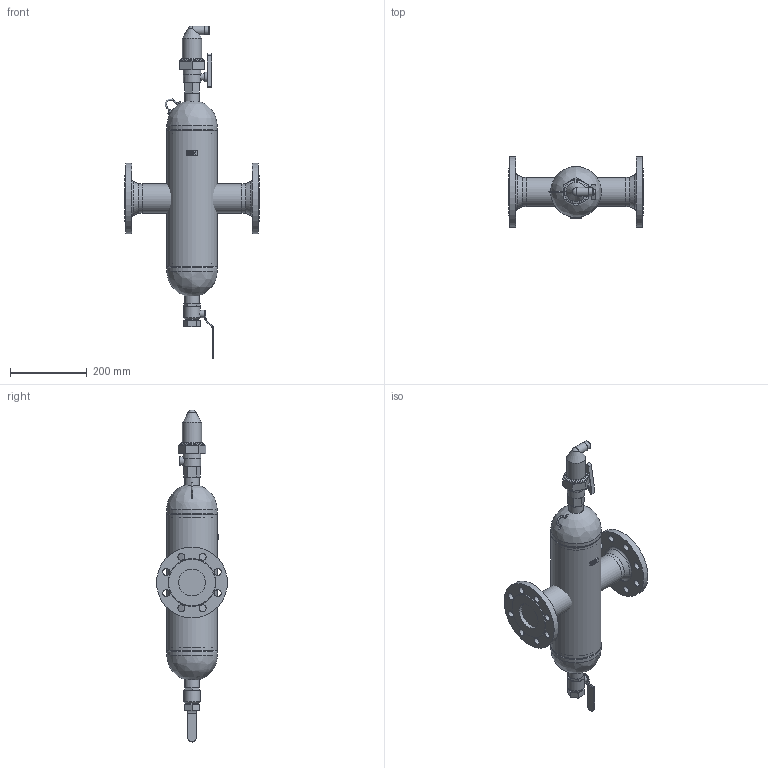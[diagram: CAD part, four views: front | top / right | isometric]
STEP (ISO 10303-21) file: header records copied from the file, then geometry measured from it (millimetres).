
FILE_DESCRIPTION(/* description */ (''),/* implementation_level */ '2;1');
FILE_NAME(/* name */ '3d_ExtwinTW65-8253319.stp',/* time_stamp */ '2024-04-23T10:37:48+02:00',/* author */ ('Andrzej'),/* organization */ (''),/* preprocessor_version */ 'ST-DEVELOPER v16.13',/* originating_system */ 'AutoCAD Mechanical',/* authorisation */ '');
FILE_SCHEMA (('AUTOMOTIVE_DESIGN { 1 0 10303 214 3 1 1 }'));
Length unit declared in the file: millimetre
Products named in the file (1): Product
Bounding box: 350 x 185 x 866 mm (x, y, z)
Volume: 9317447.9 mm3; surface area: 568027.1 mm2
Topology: 18 solids, 18 shells, 342 faces, 838 edges, 550 vertices
Faces by surface type: plane 187, cylinder 133, cone 12, torus 7, bspline 2, sphere 1
Full cylindrical faces by diameter (mm): 4 x4, 16.662 x1, 17.2 x1, 18 x17, 19.5 x1, 21.3 x1, 22 x1, 23 x1, 26 x1, 33.7 x1, 35 x1, 38 x2, 44 x1, 45 x1, 46 x1, 50 x1, 63 x1, 70.3 x2, 76.1 x3, 129.4 x2, 132 x3, 185 x2
Entity records: 10251 total; most frequent: CARTESIAN_POINT 2134, DIRECTION 1726, ORIENTED_EDGE 1544, EDGE_CURVE 772, AXIS2_PLACEMENT_3D 633, VERTEX_POINT 537, LINE 460, VECTOR 460
